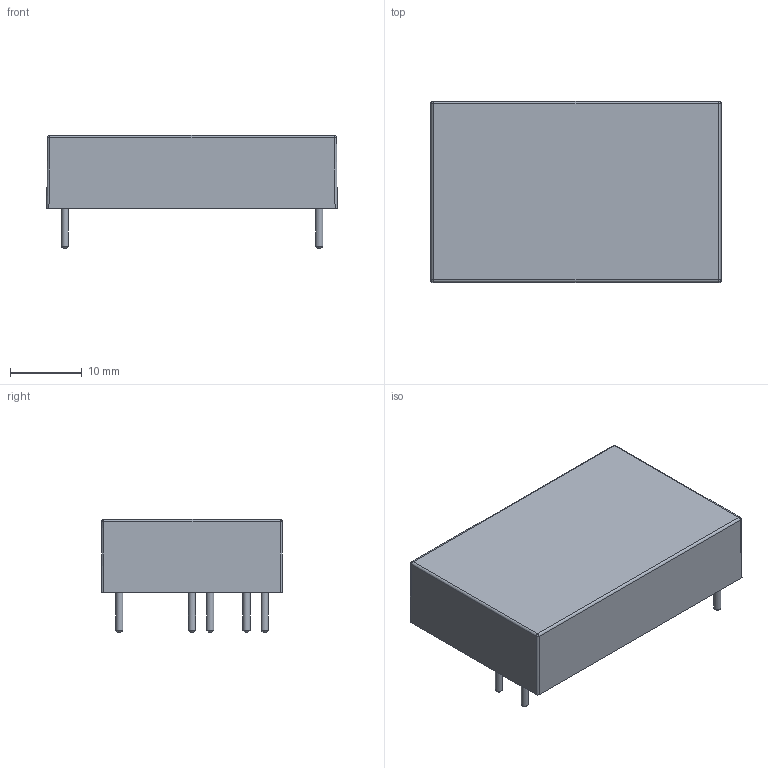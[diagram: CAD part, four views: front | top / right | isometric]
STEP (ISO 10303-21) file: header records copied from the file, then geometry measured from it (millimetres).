
FILE_DESCRIPTION(('FreeCAD Model'),'2;1');
FILE_NAME('THM 20.step','2020-12-02T13:21:42',( 'kicad StepUp'),('ksu MCAD'),'Open CASCADE STEP processor 7.3', 'FreeCAD','Unknown');
FILE_SCHEMA(('AUTOMOTIVE_DESIGN { 1 0 10303 214 1 1 1 1 }'));
Length unit declared in the file: millimetre
Products named in the file (1): THM_20
Bounding box: 40.6 x 25.4 x 15.8 mm (x, y, z)
Volume: 10477 mm3; surface area: 3456.3 mm2
Topology: 1 solids, 1 shells, 33 faces, 65 edges, 35 vertices
Faces by surface type: cylinder 13, plane 11, cone 5, sphere 4
Full cylindrical faces by diameter (mm): 1 x5
Entity records: 1040 total; most frequent: CARTESIAN_POINT 152, DIRECTION 142, ORIENTED_EDGE 122, AXIS2_PLACEMENT_3D 61, EDGE_CURVE 61, FACE_BOUND 38, EDGE_LOOP 38, VERTEX_POINT 35
